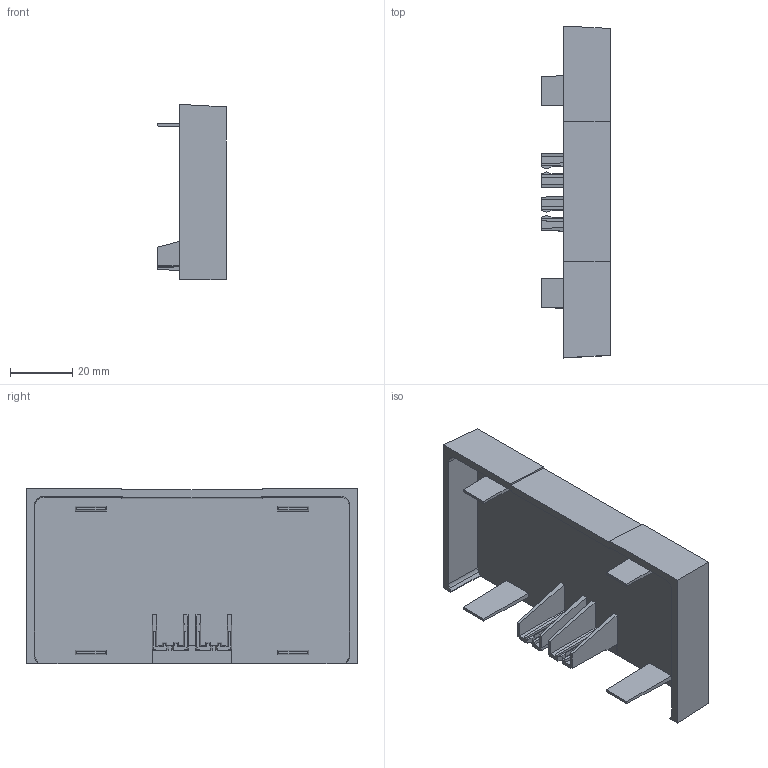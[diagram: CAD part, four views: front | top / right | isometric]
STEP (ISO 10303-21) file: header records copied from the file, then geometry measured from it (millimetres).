
FILE_DESCRIPTION (( 'STEP AP214' ), '1' );
FILE_NAME ('6113113.STEP', '2025-02-17T14:04:31', ( '' ), ( '' ), 'SwSTEP 2.0', 'SolidWorks 2024', '' );
FILE_SCHEMA (( 'AUTOMOTIVE_DESIGN' ));
Length unit declared in the file: millimetre
Products named in the file (1): 6113113
Bounding box: 22 x 106.57 x 56.29 mm (x, y, z)
Volume: 20339.7 mm3; surface area: 21957 mm2
Topology: 1 solids, 1 shells, 114 faces, 320 edges, 212 vertices
Faces by surface type: plane 110, cylinder 4
Entity records: 3615 total; most frequent: CARTESIAN_POINT 671, ORIENTED_EDGE 640, DIRECTION 542, EDGE_CURVE 320, LINE 312, VECTOR 312, VERTEX_POINT 212, EDGE_LOOP 118
